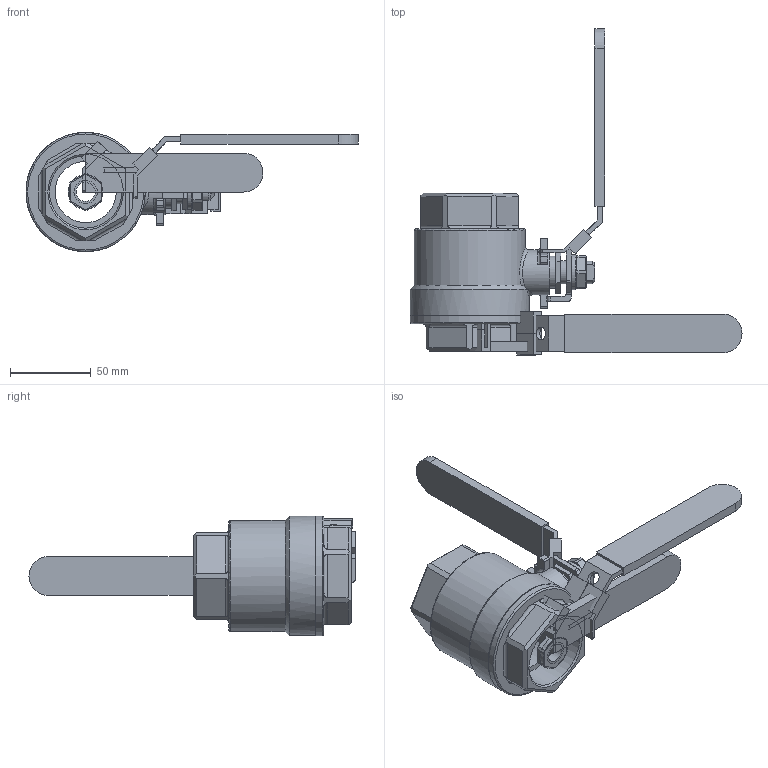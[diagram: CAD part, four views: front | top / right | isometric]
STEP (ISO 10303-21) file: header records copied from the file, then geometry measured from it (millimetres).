
FILE_DESCRIPTION( ( 'Unknown' ), '1' );
FILE_NAME( '9300-08r.STEP-KUNDE.stp', 'Unknown', ( 'Unknown' ), ( 'Unknown' ), 'PSStep 13.0', 'Unknown', ' ' );
FILE_SCHEMA( ( 'AUTOMOTIVE_DESIGN { 1 0 10303 214 1 1 1 1 }' ) );
Length unit declared in the file: millimetre
Products named in the file (8): Hebel_.032-040; Assem1; Ummantelung; Lasche; Scheibe ø14,5; Mutter M14; 8.100.040
Bounding box: 206 x 202.35 x 74 mm (x, y, z)
Volume: 508368.7 mm3; surface area: 157804.9 mm2
Topology: 15 solids, 15 shells, 493 faces, 1299 edges, 867 vertices
Faces by surface type: plane 354, cylinder 113, torus 12, cone 10, bspline 4
Full cylindrical faces by diameter (mm): 8 x3, 11.835 x2, 14.5 x4, 20 x2, 21.5 x2, 28 x2, 38 x2, 44.845 x4, 69 x2, 73.5 x2, 74 x4
Entity records: 9262 total; most frequent: CARTESIAN_POINT 2170, ORIENTED_EDGE 1076, DIRECTION 1072, EDGE_CURVE 538, LINE 400, VECTOR 400, VERTEX_POINT 368, AXIS2_PLACEMENT_3D 336
